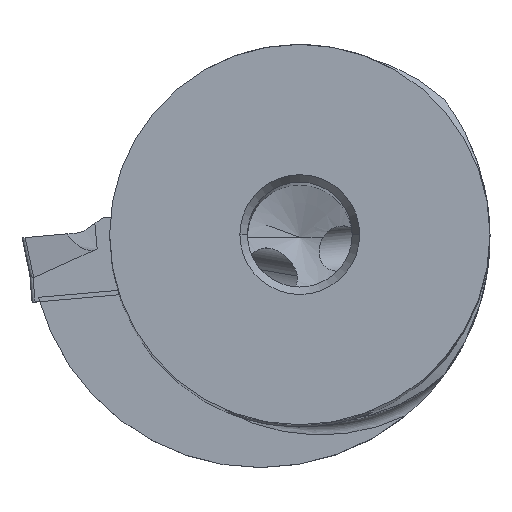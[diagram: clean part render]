
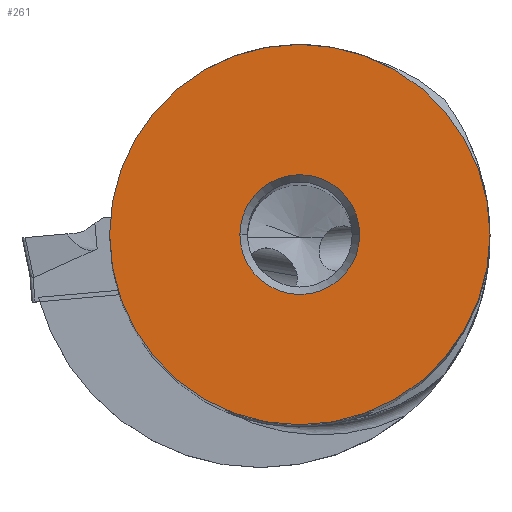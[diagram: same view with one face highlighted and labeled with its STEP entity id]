
A CAD part, top view. The second image highlights one B-rep face of the part: STEP entity #261.
In plain terms, the highlighted planar face has unit normal (0, 0, 1).
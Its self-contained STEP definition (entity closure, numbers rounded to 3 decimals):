
#62=FACE_BOUND('',#556,.T.);
#63=FACE_BOUND('',#557,.T.);
#261=ADVANCED_FACE('',(#62,#63),#323,.T.);
#323=PLANE('',#2869);
#556=EDGE_LOOP('',(#1175,#1176));
#557=EDGE_LOOP('',(#1177,#1178));
#1175=ORIENTED_EDGE('',*,*,#1888,.F.);
#1176=ORIENTED_EDGE('',*,*,#1893,.F.);
#1177=ORIENTED_EDGE('',*,*,#1894,.F.);
#1178=ORIENTED_EDGE('',*,*,#1895,.F.);
#1543=VERTEX_POINT('',#5492);
#1544=VERTEX_POINT('',#5494);
#1549=VERTEX_POINT('',#5507);
#1550=VERTEX_POINT('',#5508);
#1888=EDGE_CURVE('',#1544,#1543,#2168,.T.);
#1893=EDGE_CURVE('',#1543,#1544,#2169,.T.);
#1894=EDGE_CURVE('',#1549,#1550,#2170,.T.);
#1895=EDGE_CURVE('',#1550,#1549,#2171,.T.);
#2168=CIRCLE('',#2862,12.7);
#2169=CIRCLE('',#2866,12.7);
#2170=CIRCLE('',#2867,4.);
#2171=CIRCLE('',#2868,4.);
#2862=AXIS2_PLACEMENT_3D('',#5495,#3433,#3434);
#2866=AXIS2_PLACEMENT_3D('',#5505,#3443,#3444);
#2867=AXIS2_PLACEMENT_3D('',#5506,#3445,#3446);
#2868=AXIS2_PLACEMENT_3D('',#5509,#3447,#3448);
#2869=AXIS2_PLACEMENT_3D('',#5510,#3449,#3450);
#3433=DIRECTION('',(0.,0.,-1.));
#3434=DIRECTION('',(-1.,0.,0.));
#3443=DIRECTION('',(0.,0.,-1.));
#3444=DIRECTION('',(1.,0.,0.));
#3445=DIRECTION('',(0.,0.,1.));
#3446=DIRECTION('',(-1.,0.,0.));
#3447=DIRECTION('',(0.,0.,1.));
#3448=DIRECTION('',(1.,0.,0.));
#3449=DIRECTION('',(0.,0.,1.));
#3450=DIRECTION('',(-1.,0.,0.));
#5492=CARTESIAN_POINT('',(12.7,0.,0.));
#5494=CARTESIAN_POINT('',(-12.7,0.,0.));
#5495=CARTESIAN_POINT('',(0.,0.,0.));
#5505=CARTESIAN_POINT('',(0.,0.,0.));
#5506=CARTESIAN_POINT('',(0.,0.,0.));
#5507=CARTESIAN_POINT('',(-4.,0.,0.));
#5508=CARTESIAN_POINT('',(4.,0.,0.));
#5509=CARTESIAN_POINT('',(0.,0.,0.));
#5510=CARTESIAN_POINT('',(0.,0.,0.));
